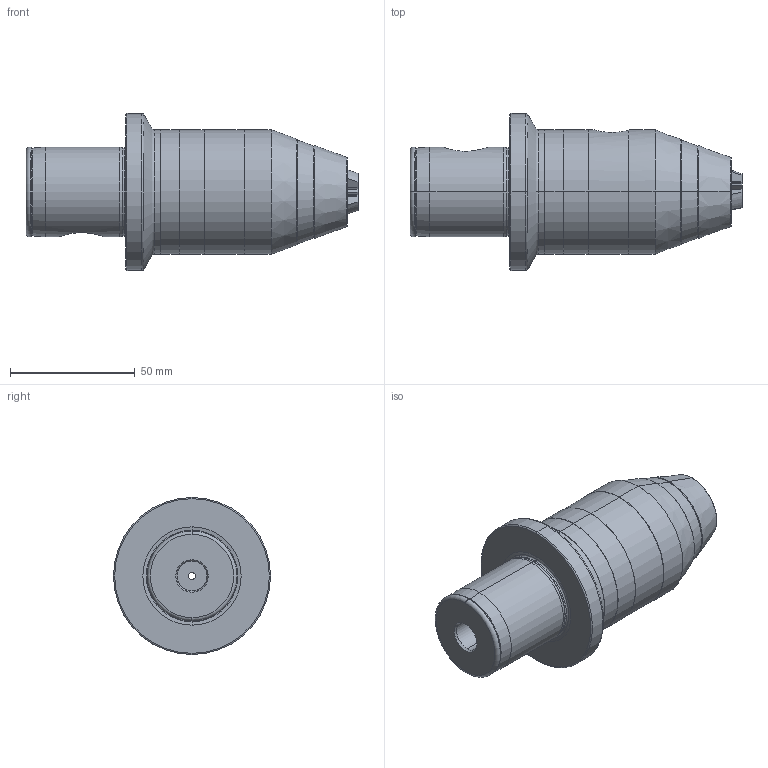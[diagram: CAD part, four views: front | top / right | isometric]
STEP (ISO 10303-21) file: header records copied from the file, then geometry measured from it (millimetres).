
FILE_DESCRIPTION (( 'STEP AP214' ), '1' );
FILE_NAME ('WH6.BF2.K01.088.STEP', '2024-05-02T06:44:07', ( '' ), ( '' ), 'SwSTEP 2.0', 'SolidWorks 2022', '' );
FILE_SCHEMA (( 'AUTOMOTIVE_DESIGN' ));
Length unit declared in the file: millimetre
Products named in the file (6): WH6-BF2.K01.014; Bohrfutter ø2.5-16_geschlossen; Bohrfutterø2.5-16_A; Backe ø2.5-16; WH6.BF2.K01.088; ISO 4026 - M10 x 12
Assembly tree (7 placements, depth 3):
  WH6.BF2.K01.088
    WH6-BF2.K01.014
    Bohrfutter ø2.5-16_geschlossen
      Bohrfutterø2.5-16_A
      ISO 4026 - M10 x 12
      Backe ø2.5-16  x3
Bounding box: 133.15 x 63 x 63 mm (x, y, z)
Volume: 167934 mm3; surface area: 39773.1 mm2
Topology: 6 solids, 6 shells, 217 faces, 486 edges, 291 vertices
Faces by surface type: cone 58, cylinder 57, plane 57, torus 45
Entity records: 6063 total; most frequent: CARTESIAN_POINT 1424, DIRECTION 1004, ORIENTED_EDGE 816, AXIS2_PLACEMENT_3D 431, EDGE_CURVE 408, VERTEX_POINT 239, CIRCLE 233, EDGE_LOOP 207
